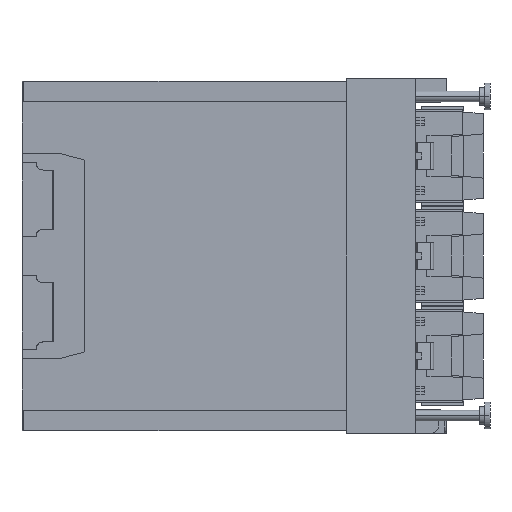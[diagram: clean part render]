
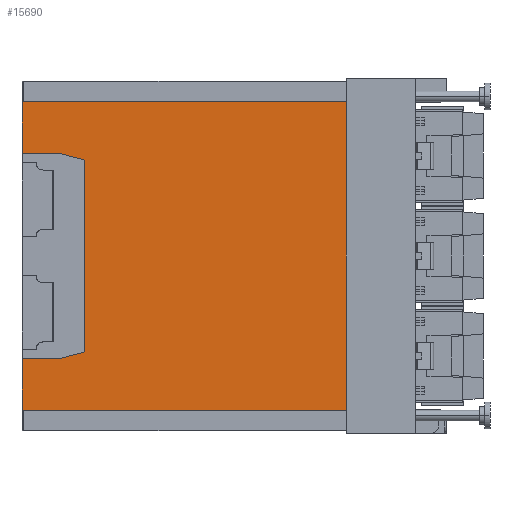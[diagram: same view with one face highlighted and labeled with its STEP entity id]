
A CAD part, left-side view. The second image highlights one B-rep face of the part: STEP entity #15690.
In plain terms, the highlighted face is planar.
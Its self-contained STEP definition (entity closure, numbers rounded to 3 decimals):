
#15282=CARTESIAN_POINT('Vertex',(-115.25,212.822,0.4)) ;
#15317=CARTESIAN_POINT('Vertex',(-129.25,212.822,0.4)) ;
#15320=CARTESIAN_POINT('Line Origine',(-122.25,212.822,0.4)) ;
#15346=CARTESIAN_POINT('Vertex',(-115.25,-31.3,0.4)) ;
#15354=CARTESIAN_POINT('Line Origine',(-115.25,90.761,0.4)) ;
#15589=CARTESIAN_POINT('Axis2P3D Location',(0.,212.7,0.4)) ;
#15594=CARTESIAN_POINT('Line Origine',(-76.5,84.7,0.4)) ;
#15598=CARTESIAN_POINT('Vertex',(-76.5,185.85,0.4)) ;
#15600=CARTESIAN_POINT('Vertex',(-76.5,213.7,0.4)) ;
#15604=CARTESIAN_POINT('Control Point',(-76.5,185.85,0.4)) ;
#15605=CARTESIAN_POINT('Control Point',(-71.503,167.2,0.4)) ;
#15606=CARTESIAN_POINT('Vertex',(-71.503,167.2,0.4)) ;
#15609=CARTESIAN_POINT('Line Origine',(0.,167.2,0.4)) ;
#15613=CARTESIAN_POINT('Vertex',(71.503,167.2,0.4)) ;
#15617=CARTESIAN_POINT('Control Point',(76.5,185.85,0.4)) ;
#15618=CARTESIAN_POINT('Control Point',(71.503,167.2,0.4)) ;
#15619=CARTESIAN_POINT('Vertex',(76.5,185.85,0.4)) ;
#15622=CARTESIAN_POINT('Line Origine',(76.5,84.7,0.4)) ;
#15626=CARTESIAN_POINT('Vertex',(76.5,213.7,0.4)) ;
#15629=CARTESIAN_POINT('Line Origine',(0.,213.7,0.4)) ;
#15633=CARTESIAN_POINT('Vertex',(129.25,213.7,0.4)) ;
#15636=CARTESIAN_POINT('Line Origine',(129.25,84.7,0.4)) ;
#15640=CARTESIAN_POINT('Vertex',(129.25,212.822,0.4)) ;
#15643=CARTESIAN_POINT('Line Origine',(0.,212.822,0.4)) ;
#15647=CARTESIAN_POINT('Vertex',(115.25,212.822,0.4)) ;
#15650=CARTESIAN_POINT('Line Origine',(115.25,84.7,0.4)) ;
#15654=CARTESIAN_POINT('Vertex',(115.25,-31.3,0.4)) ;
#15657=CARTESIAN_POINT('Line Origine',(0.,-31.3,0.4)) ;
#15662=CARTESIAN_POINT('Line Origine',(-129.25,84.7,0.4)) ;
#15666=CARTESIAN_POINT('Vertex',(-129.25,213.7,0.4)) ;
#15669=CARTESIAN_POINT('Line Origine',(0.,213.7,0.4)) ;
#15321=DIRECTION('Vector Direction',(-1.,0.,0.)) ;
#15355=DIRECTION('Vector Direction',(0.,1.,0.)) ;
#15590=DIRECTION('Axis2P3D Direction',(-0.,0.,1.)) ;
#15591=DIRECTION('Axis2P3D XDirection',(0.,-1.,0.)) ;
#15595=DIRECTION('Vector Direction',(0.,-1.,0.)) ;
#15610=DIRECTION('Vector Direction',(1.,0.,0.)) ;
#15623=DIRECTION('Vector Direction',(0.,-1.,0.)) ;
#15630=DIRECTION('Vector Direction',(1.,0.,0.)) ;
#15637=DIRECTION('Vector Direction',(0.,-1.,0.)) ;
#15644=DIRECTION('Vector Direction',(1.,0.,0.)) ;
#15651=DIRECTION('Vector Direction',(0.,-1.,0.)) ;
#15658=DIRECTION('Vector Direction',(1.,0.,0.)) ;
#15663=DIRECTION('Vector Direction',(0.,-1.,0.)) ;
#15670=DIRECTION('Vector Direction',(1.,0.,0.)) ;
#15592=AXIS2_PLACEMENT_3D('Plane Axis2P3D',#15589,#15590,#15591) ;
#15675=ORIENTED_EDGE('',*,*,#15602,.F.) ;
#15676=ORIENTED_EDGE('',*,*,#15608,.F.) ;
#15677=ORIENTED_EDGE('',*,*,#15615,.F.) ;
#15678=ORIENTED_EDGE('',*,*,#15621,.F.) ;
#15679=ORIENTED_EDGE('',*,*,#15628,.F.) ;
#15680=ORIENTED_EDGE('',*,*,#15635,.F.) ;
#15681=ORIENTED_EDGE('',*,*,#15642,.F.) ;
#15682=ORIENTED_EDGE('',*,*,#15649,.T.) ;
#15683=ORIENTED_EDGE('',*,*,#15656,.T.) ;
#15684=ORIENTED_EDGE('',*,*,#15661,.F.) ;
#15685=ORIENTED_EDGE('',*,*,#15358,.T.) ;
#15686=ORIENTED_EDGE('',*,*,#15324,.T.) ;
#15687=ORIENTED_EDGE('',*,*,#15668,.F.) ;
#15688=ORIENTED_EDGE('',*,*,#15673,.F.) ;
#15322=VECTOR('Line Direction',#15321,1.) ;
#15356=VECTOR('Line Direction',#15355,1.) ;
#15596=VECTOR('Line Direction',#15595,1.) ;
#15611=VECTOR('Line Direction',#15610,1.) ;
#15624=VECTOR('Line Direction',#15623,1.) ;
#15631=VECTOR('Line Direction',#15630,1.) ;
#15638=VECTOR('Line Direction',#15637,1.) ;
#15645=VECTOR('Line Direction',#15644,1.) ;
#15652=VECTOR('Line Direction',#15651,1.) ;
#15659=VECTOR('Line Direction',#15658,1.) ;
#15664=VECTOR('Line Direction',#15663,1.) ;
#15671=VECTOR('Line Direction',#15670,1.) ;
#15690=ADVANCED_FACE('Corps principal',(#15689),#15593,.F.) ;
#15603=B_SPLINE_CURVE_WITH_KNOTS('',1,(#15604,#15605),.UNSPECIFIED.,.F.,.U.,(2,2),(-9.654,9.654),.UNSPECIFIED.) ;
#15616=B_SPLINE_CURVE_WITH_KNOTS('',1,(#15617,#15618),.UNSPECIFIED.,.F.,.U.,(2,2),(-9.654,9.654),.UNSPECIFIED.) ;
#15324=EDGE_CURVE('',#15283,#15318,#15323,.T.) ;
#15358=EDGE_CURVE('',#15347,#15283,#15357,.T.) ;
#15602=EDGE_CURVE('',#15599,#15601,#15597,.F.) ;
#15608=EDGE_CURVE('',#15607,#15599,#15603,.F.) ;
#15615=EDGE_CURVE('',#15614,#15607,#15612,.F.) ;
#15621=EDGE_CURVE('',#15620,#15614,#15616,.T.) ;
#15628=EDGE_CURVE('',#15627,#15620,#15625,.T.) ;
#15635=EDGE_CURVE('',#15634,#15627,#15632,.F.) ;
#15642=EDGE_CURVE('',#15641,#15634,#15639,.F.) ;
#15649=EDGE_CURVE('',#15641,#15648,#15646,.F.) ;
#15656=EDGE_CURVE('',#15648,#15655,#15653,.T.) ;
#15661=EDGE_CURVE('',#15347,#15655,#15660,.T.) ;
#15668=EDGE_CURVE('',#15667,#15318,#15665,.T.) ;
#15673=EDGE_CURVE('',#15601,#15667,#15672,.F.) ;
#15674=EDGE_LOOP('',(#15675,#15676,#15677,#15678,#15679,#15680,#15681,#15682,#15683,#15684,#15685,#15686,#15687,#15688)) ;
#15689=FACE_OUTER_BOUND('',#15674,.T.) ;
#15323=LINE('Line',#15320,#15322) ;
#15357=LINE('Line',#15354,#15356) ;
#15597=LINE('Line',#15594,#15596) ;
#15612=LINE('Line',#15609,#15611) ;
#15625=LINE('Line',#15622,#15624) ;
#15632=LINE('Line',#15629,#15631) ;
#15639=LINE('Line',#15636,#15638) ;
#15646=LINE('Line',#15643,#15645) ;
#15653=LINE('Line',#15650,#15652) ;
#15660=LINE('Line',#15657,#15659) ;
#15665=LINE('Line',#15662,#15664) ;
#15672=LINE('Line',#15669,#15671) ;
#15593=PLANE('',#15592) ;
#15283=VERTEX_POINT('',#15282) ;
#15318=VERTEX_POINT('',#15317) ;
#15347=VERTEX_POINT('',#15346) ;
#15599=VERTEX_POINT('',#15598) ;
#15601=VERTEX_POINT('',#15600) ;
#15607=VERTEX_POINT('',#15606) ;
#15614=VERTEX_POINT('',#15613) ;
#15620=VERTEX_POINT('',#15619) ;
#15627=VERTEX_POINT('',#15626) ;
#15634=VERTEX_POINT('',#15633) ;
#15641=VERTEX_POINT('',#15640) ;
#15648=VERTEX_POINT('',#15647) ;
#15655=VERTEX_POINT('',#15654) ;
#15667=VERTEX_POINT('',#15666) ;
